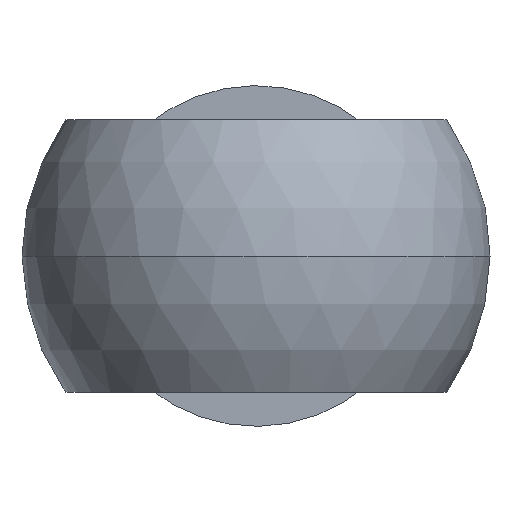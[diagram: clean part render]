
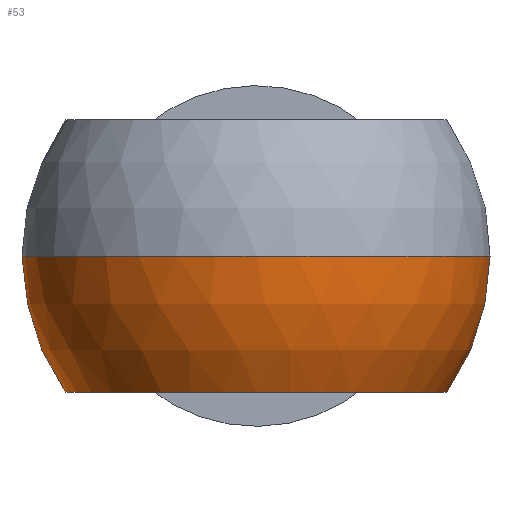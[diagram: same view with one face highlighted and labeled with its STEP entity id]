
A CAD part, front view. The second image highlights one B-rep face of the part: STEP entity #53.
In plain terms, the highlighted spherical face has radius 27.5 mm.
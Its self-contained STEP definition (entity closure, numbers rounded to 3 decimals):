
#7 = EDGE_CURVE ( 'NONE', #1838, #407, #1115, .T. ) ;
#9 = CARTESIAN_POINT ( 'NONE',  ( 0., 0., 0. ) ) ;
#43 = AXIS2_PLACEMENT_3D ( 'NONE', #335, #2095, #2538 ) ;
#53 = ADVANCED_FACE ( 'NONE', ( #2798, #1873 ), #77, .T. ) ;
#77 = SPHERICAL_SURFACE ( 'NONE', #2372, 27.5 ) ;
#141 = CARTESIAN_POINT ( 'NONE',  ( 0., 0., -16. ) ) ;
#162 = DIRECTION ( 'NONE',  ( 0., 0., 1. ) ) ;
#178 = AXIS2_PLACEMENT_3D ( 'NONE', #2460, #2041, #2025 ) ;
#213 = CARTESIAN_POINT ( 'NONE',  ( 0., -27.5, 0. ) ) ;
#223 = CIRCLE ( 'NONE', #2780, 27.5 ) ;
#244 = DIRECTION ( 'NONE',  ( 0., 0., -1. ) ) ;
#281 = AXIS2_PLACEMENT_3D ( 'NONE', #1701, #1904, #2335 ) ;
#299 = AXIS2_PLACEMENT_3D ( 'NONE', #889, #374, #1349 ) ;
#305 = ORIENTED_EDGE ( 'NONE', *, *, #7, .T. ) ;
#335 = CARTESIAN_POINT ( 'NONE',  ( 0., 0., 0. ) ) ;
#374 = DIRECTION ( 'NONE',  ( 0., 0., -1. ) ) ;
#407 = VERTEX_POINT ( 'NONE', #545 ) ;
#442 = AXIS2_PLACEMENT_3D ( 'NONE', #1487, #1905, #162 ) ;
#505 = AXIS2_PLACEMENT_3D ( 'NONE', #1113, #2194, #2409 ) ;
#540 = DIRECTION ( 'NONE',  ( 0., 0., -1. ) ) ;
#545 = CARTESIAN_POINT ( 'NONE',  ( 16.673, 21.869, 0. ) ) ;
#553 = CARTESIAN_POINT ( 'NONE',  ( 0., 0., 0. ) ) ;
#589 = AXIS2_PLACEMENT_3D ( 'NONE', #553, #2314, #2099 ) ;
#600 = DIRECTION ( 'NONE',  ( 1., 0., 0. ) ) ;
#607 = ORIENTED_EDGE ( 'NONE', *, *, #1956, .F. ) ;
#624 = CIRCLE ( 'NONE', #178, 27.5 ) ;
#662 = EDGE_CURVE ( 'NONE', #807, #1650, #900, .T. ) ;
#752 = AXIS2_PLACEMENT_3D ( 'NONE', #141, #2352, #600 ) ;
#787 = CARTESIAN_POINT ( 'NONE',  ( 27.386, 0., -2.5 ) ) ;
#807 = VERTEX_POINT ( 'NONE', #213 ) ;
#889 = CARTESIAN_POINT ( 'NONE',  ( 0., 0., -16. ) ) ;
#891 = EDGE_CURVE ( 'NONE', #2174, #2119, #1737, .T. ) ;
#900 = CIRCLE ( 'NONE', #589, 27.5 ) ;
#943 = ORIENTED_EDGE ( 'NONE', *, *, #1312, .F. ) ;
#957 = ORIENTED_EDGE ( 'NONE', *, *, #1343, .F. ) ;
#959 = CARTESIAN_POINT ( 'NONE',  ( 0., 0., 0. ) ) ;
#1028 = ORIENTED_EDGE ( 'NONE', *, *, #1853, .F. ) ;
#1046 = CIRCLE ( 'NONE', #281, 2.5 ) ;
#1113 = CARTESIAN_POINT ( 'NONE',  ( 13.638, 23.622, 0. ) ) ;
#1115 = CIRCLE ( 'NONE', #505, 3.504 ) ;
#1286 = VERTEX_POINT ( 'NONE', #787 ) ;
#1295 = CARTESIAN_POINT ( 'NONE',  ( -22.366, 0., -16. ) ) ;
#1312 = EDGE_CURVE ( 'NONE', #2124, #407, #2450, .T. ) ;
#1343 = EDGE_CURVE ( 'NONE', #1286, #2124, #2483, .T. ) ;
#1349 = DIRECTION ( 'NONE',  ( 1., 0., 0. ) ) ;
#1487 = CARTESIAN_POINT ( 'NONE',  ( 27.386, 0., 0. ) ) ;
#1578 = CARTESIAN_POINT ( 'NONE',  ( 22.366, 0., -16. ) ) ;
#1612 = ORIENTED_EDGE ( 'NONE', *, *, #891, .F. ) ;
#1650 = VERTEX_POINT ( 'NONE', #2438 ) ;
#1701 = CARTESIAN_POINT ( 'NONE',  ( 27.386, 0., 0. ) ) ;
#1737 = CIRCLE ( 'NONE', #299, 22.366 ) ;
#1810 = VERTEX_POINT ( 'NONE', #2552 ) ;
#1821 = EDGE_LOOP ( 'NONE', ( #1612, #1028 ) ) ;
#1838 = VERTEX_POINT ( 'NONE', #1913 ) ;
#1853 = EDGE_CURVE ( 'NONE', #2119, #2174, #2757, .T. ) ;
#1873 = FACE_OUTER_BOUND ( 'NONE', #2432, .T. ) ;
#1904 = DIRECTION ( 'NONE',  ( 1., 0., 0. ) ) ;
#1905 = DIRECTION ( 'NONE',  ( 1., 0., 0. ) ) ;
#1913 = CARTESIAN_POINT ( 'NONE',  ( 10.603, 25.374, 0. ) ) ;
#1956 = EDGE_CURVE ( 'NONE', #1650, #1286, #1046, .T. ) ;
#2015 = ORIENTED_EDGE ( 'NONE', *, *, #2231, .F. ) ;
#2025 = DIRECTION ( 'NONE',  ( 0., -1., 0. ) ) ;
#2041 = DIRECTION ( 'NONE',  ( 0., 0., 1. ) ) ;
#2095 = DIRECTION ( 'NONE',  ( 0., 0., 1. ) ) ;
#2099 = DIRECTION ( 'NONE',  ( 0., -1., 0. ) ) ;
#2119 = VERTEX_POINT ( 'NONE', #1295 ) ;
#2124 = VERTEX_POINT ( 'NONE', #2171 ) ;
#2171 = CARTESIAN_POINT ( 'NONE',  ( 27.386, 2.5, 0. ) ) ;
#2174 = VERTEX_POINT ( 'NONE', #1578 ) ;
#2194 = DIRECTION ( 'NONE',  ( -0.5, -0.866, 0. ) ) ;
#2231 = EDGE_CURVE ( 'NONE', #1838, #1810, #624, .T. ) ;
#2295 = EDGE_CURVE ( 'NONE', #807, #1810, #223, .T. ) ;
#2314 = DIRECTION ( 'NONE',  ( 0., 0., 1. ) ) ;
#2320 = DIRECTION ( 'NONE',  ( -1., 0., 0. ) ) ;
#2335 = DIRECTION ( 'NONE',  ( 0., 0., 1. ) ) ;
#2352 = DIRECTION ( 'NONE',  ( 0., 0., -1. ) ) ;
#2371 = ORIENTED_EDGE ( 'NONE', *, *, #2295, .T. ) ;
#2372 = AXIS2_PLACEMENT_3D ( 'NONE', #9, #244, #2428 ) ;
#2409 = DIRECTION ( 'NONE',  ( 0.866, -0.5, 0. ) ) ;
#2428 = DIRECTION ( 'NONE',  ( 1., 0., 0. ) ) ;
#2432 = EDGE_LOOP ( 'NONE', ( #2597, #2371, #2015, #305, #943, #957, #607 ) ) ;
#2438 = CARTESIAN_POINT ( 'NONE',  ( 27.386, -2.5, 0. ) ) ;
#2450 = CIRCLE ( 'NONE', #43, 27.5 ) ;
#2460 = CARTESIAN_POINT ( 'NONE',  ( 0., 0., 0. ) ) ;
#2483 = CIRCLE ( 'NONE', #442, 2.5 ) ;
#2538 = DIRECTION ( 'NONE',  ( 0., -1., 0. ) ) ;
#2552 = CARTESIAN_POINT ( 'NONE',  ( 0., 27.5, 0. ) ) ;
#2597 = ORIENTED_EDGE ( 'NONE', *, *, #662, .F. ) ;
#2757 = CIRCLE ( 'NONE', #752, 22.366 ) ;
#2780 = AXIS2_PLACEMENT_3D ( 'NONE', #959, #540, #2320 ) ;
#2798 = FACE_BOUND ( 'NONE', #1821, .T. ) ;
